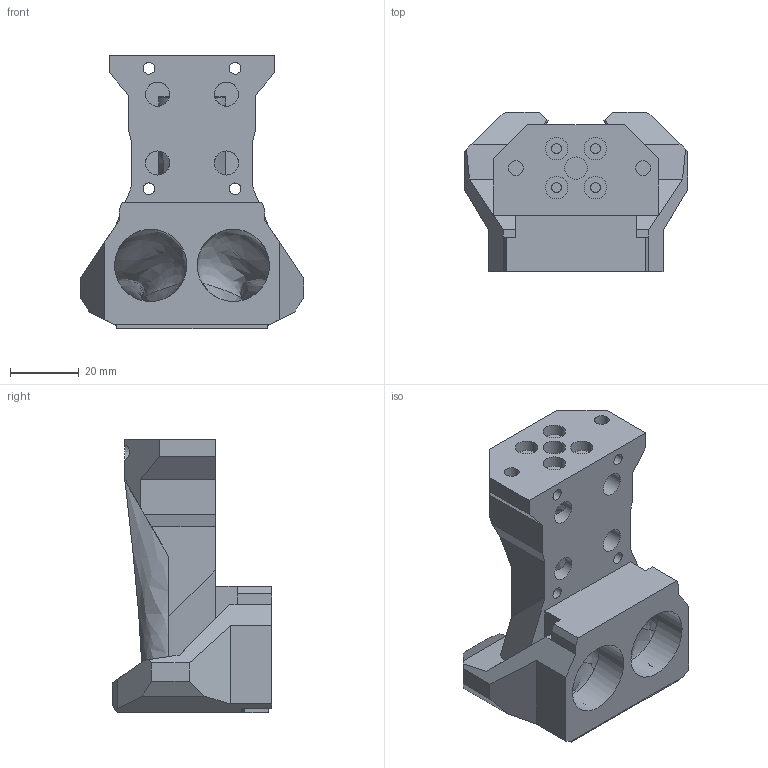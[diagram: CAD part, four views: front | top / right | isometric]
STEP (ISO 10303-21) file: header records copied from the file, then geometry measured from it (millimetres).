
FILE_DESCRIPTION(/* description */ ('STEP AP242','CAx-IF Rec.Pracs.---Representation and Presentation of Product Manufacturing Information (PMI)---4.0---2014-10-13','CAx-IF Rec.Pracs.---3D Tessellated Geometry---0.4---2014-09-14','2;1'),/* implementation_level */ '2;1');
FILE_NAME(/* name */ '68ea9f031d53737be0bc003c',/* time_stamp */ '2025-10-11T18:16:35Z',/* author */ (''),/* organization */ (''),/* preprocessor_version */ 'ST-DEVELOPER v20',/* originating_system */ 'ONSHAPE BY PTC INC, 1.205',/* authorisation */ ' ');
FILE_SCHEMA (('AP242_MANAGED_MODEL_BASED_3D_ENGINEERING_MIM_LF { 1 0 10303 442 1 1 4 }'));
Length unit declared in the file: metre
Products named in the file (3): Part 2; Part 1; Part 3
Bounding box: 64.98 x 46.35 x 79.35 mm (x, y, z)
Volume: 68376.3 mm3; surface area: 30513.4 mm2
Topology: 3 solids, 3 shells, 178 faces, 520 edges, 348 vertices
Faces by surface type: plane 132, cylinder 38, bspline 8
Full cylindrical faces by diameter (mm): 2.8 x4, 3.4 x4, 4.3 x2, 4.4 x4, 5.5 x2, 6.5 x5, 7 x4, 21 x2
Entity records: 11495 total; most frequent: CARTESIAN_POINT 6837, ORIENTED_EDGE 938, DIRECTION 904, EDGE_CURVE 469, LINE 344, VECTOR 344, VERTEX_POINT 330, AXIS2_PLACEMENT_3D 280
